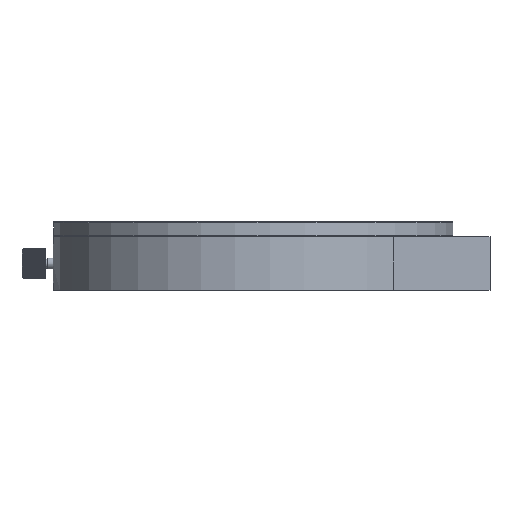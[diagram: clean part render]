
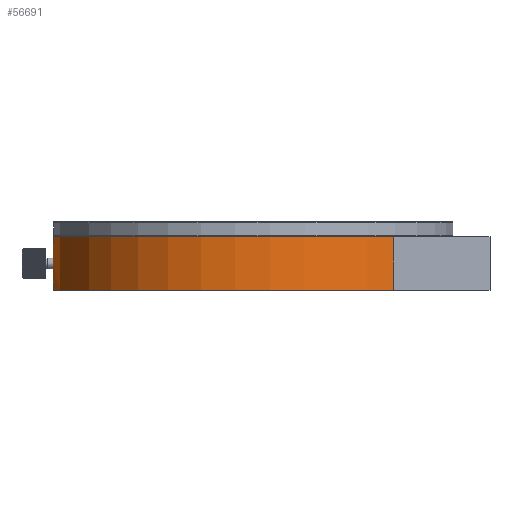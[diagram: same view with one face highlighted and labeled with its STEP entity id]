
A CAD part, left-side view. The second image highlights one B-rep face of the part: STEP entity #56691.
In plain terms, the highlighted cylindrical face has radius 46.5 mm (diameter 93 mm), a partial arc.
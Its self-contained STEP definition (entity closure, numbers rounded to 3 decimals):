
#1998 = CARTESIAN_POINT ( 'NONE',  ( -1.025, 46.489, 0.271 ) ) ;
#6867 = VECTOR ( 'NONE', #41507, 1000. ) ;
#12537 = VERTEX_POINT ( 'NONE', #114141 ) ;
#12860 = CARTESIAN_POINT ( 'NONE',  ( 0.135, 46.5, -1.025 ) ) ;
#13084 = CARTESIAN_POINT ( 'NONE',  ( 33.058, -32.702, 6.25 ) ) ;
#13598 = DIRECTION ( 'NONE',  ( 0., 0., 1. ) ) ;
#13952 = AXIS2_PLACEMENT_3D ( 'NONE', #96556, #13598, #29949 ) ;
#16803 = EDGE_LOOP ( 'NONE', ( #67284 ) ) ;
#22526 = CARTESIAN_POINT ( 'NONE',  ( 1.025, 46.489, -0.271 ) ) ;
#24322 = CARTESIAN_POINT ( 'NONE',  ( 1.025, 46.489, 0.135 ) ) ;
#24653 = EDGE_CURVE ( 'NONE', #28809, #49194, #55133, .T. ) ;
#25751 = CARTESIAN_POINT ( 'NONE',  ( -33.058, -32.702, -6.25 ) ) ;
#28495 = ORIENTED_EDGE ( 'NONE', *, *, #40102, .F. ) ;
#28618 = VERTEX_POINT ( 'NONE', #47660 ) ;
#28809 = VERTEX_POINT ( 'NONE', #25751 ) ;
#29949 = DIRECTION ( 'NONE',  ( 0., 1., 0. ) ) ;
#30424 = CARTESIAN_POINT ( 'NONE',  ( -0.271, 46.5, -1.025 ) ) ;
#31606 = CARTESIAN_POINT ( 'NONE',  ( 0.268, 46.499, -0.998 ) ) ;
#33427 = CARTESIAN_POINT ( 'NONE',  ( 0., 0., 6.25 ) ) ;
#35150 = FACE_OUTER_BOUND ( 'NONE', #60670, .T. ) ;
#38923 = CARTESIAN_POINT ( 'NONE',  ( -0.896, 46.491, -0.516 ) ) ;
#40102 = EDGE_CURVE ( 'NONE', #12537, #49194, #46338, .T. ) ;
#40703 = CARTESIAN_POINT ( 'NONE',  ( -0.63, 46.496, 0.82 ) ) ;
#41507 = DIRECTION ( 'NONE',  ( 0., 0., -1. ) ) ;
#43359 = CARTESIAN_POINT ( 'NONE',  ( -33.058, -32.702, 6.25 ) ) ;
#43704 = CARTESIAN_POINT ( 'NONE',  ( 0.914, 46.491, -0.536 ) ) ;
#44805 = ORIENTED_EDGE ( 'NONE', *, *, #24653, .T. ) ;
#44870 = DIRECTION ( 'NONE',  ( 0., 0., 1. ) ) ;
#46338 = CIRCLE ( 'NONE', #104345, 46.5 ) ;
#47660 = CARTESIAN_POINT ( 'NONE',  ( 33.058, -32.702, -6.25 ) ) ;
#48175 = CARTESIAN_POINT ( 'NONE',  ( -1.025, 46.489, 0. ) ) ;
#48610 = CARTESIAN_POINT ( 'NONE',  ( -0.82, 46.493, -0.63 ) ) ;
#49193 = CARTESIAN_POINT ( 'NONE',  ( -0.135, 46.5, 1.025 ) ) ;
#49194 = VERTEX_POINT ( 'NONE', #43359 ) ;
#52211 = CARTESIAN_POINT ( 'NONE',  ( 0.536, 46.497, 0.914 ) ) ;
#54559 = CARTESIAN_POINT ( 'NONE',  ( -33.058, -32.702, 6.25 ) ) ;
#55133 = LINE ( 'NONE', #54559, #74293 ) ;
#55195 = ORIENTED_EDGE ( 'NONE', *, *, #119170, .T. ) ;
#55364 = B_SPLINE_CURVE_WITH_KNOTS ( 'NONE', 3,
 ( #58874, #49193, #95821, #84976, #40703, #57714, #1998, #114593, #76465, #38923, #48610, #112808, #30424, #12860, #31606, #68578, #115810, #43704, #22526, #24322, #96431, #69195, #59486, #52211, #78260, #116999 ),
 .UNSPECIFIED., .T., .F.,
 ( 4, 2, 2, 2, 2, 2, 2, 2, 2, 2, 2, 2, 4 ),
 ( -0.002, -0.001, -0.001, 0., 0., 0.001, 0.002, 0.002, 0.002, 0.003, 0.004, 0.004, 0.005 ),
 .UNSPECIFIED. ) ;
#56691 = ADVANCED_FACE ( 'NONE', ( #35150, #109647 ), #90896, .T. ) ;
#57714 = CARTESIAN_POINT ( 'NONE',  ( -0.914, 46.491, 0.536 ) ) ;
#58874 = CARTESIAN_POINT ( 'NONE',  ( 0., 46.5, 1.025 ) ) ;
#59486 = CARTESIAN_POINT ( 'NONE',  ( 0.82, 46.493, 0.63 ) ) ;
#59790 = EDGE_CURVE ( 'NONE', #76616, #76616, #55364, .T. ) ;
#60120 = DIRECTION ( 'NONE',  ( 0., 1., 0. ) ) ;
#60670 = EDGE_LOOP ( 'NONE', ( #28495, #104478, #55195, #44805 ) ) ;
#67284 = ORIENTED_EDGE ( 'NONE', *, *, #59790, .T. ) ;
#68578 = CARTESIAN_POINT ( 'NONE',  ( 0.516, 46.497, -0.896 ) ) ;
#69195 = CARTESIAN_POINT ( 'NONE',  ( 0.896, 46.491, 0.516 ) ) ;
#74293 = VECTOR ( 'NONE', #44870, 1000. ) ;
#76465 = CARTESIAN_POINT ( 'NONE',  ( -0.998, 46.489, -0.268 ) ) ;
#76616 = VERTEX_POINT ( 'NONE', #48175 ) ;
#78260 = CARTESIAN_POINT ( 'NONE',  ( 0.271, 46.5, 1.025 ) ) ;
#84976 = CARTESIAN_POINT ( 'NONE',  ( -0.516, 46.497, 0.896 ) ) ;
#86977 = LINE ( 'NONE', #13084, #6867 ) ;
#90896 = CYLINDRICAL_SURFACE ( 'NONE', #99617, 46.5 ) ;
#95202 = CIRCLE ( 'NONE', #13952, 46.5 ) ;
#95821 = CARTESIAN_POINT ( 'NONE',  ( -0.268, 46.499, 0.998 ) ) ;
#96431 = CARTESIAN_POINT ( 'NONE',  ( 0.998, 46.489, 0.268 ) ) ;
#96556 = CARTESIAN_POINT ( 'NONE',  ( 0., 0., -6.25 ) ) ;
#99352 = CARTESIAN_POINT ( 'NONE',  ( 0., 0., 6.25 ) ) ;
#99617 = AXIS2_PLACEMENT_3D ( 'NONE', #99352, #101133, #119336 ) ;
#99830 = EDGE_CURVE ( 'NONE', #12537, #28618, #86977, .T. ) ;
#101133 = DIRECTION ( 'NONE',  ( 0., 0., -1. ) ) ;
#104345 = AXIS2_PLACEMENT_3D ( 'NONE', #33427, #104943, #60120 ) ;
#104478 = ORIENTED_EDGE ( 'NONE', *, *, #99830, .T. ) ;
#104943 = DIRECTION ( 'NONE',  ( 0., 0., 1. ) ) ;
#109647 = FACE_BOUND ( 'NONE', #16803, .T. ) ;
#112808 = CARTESIAN_POINT ( 'NONE',  ( -0.536, 46.497, -0.914 ) ) ;
#114141 = CARTESIAN_POINT ( 'NONE',  ( 33.058, -32.702, 6.25 ) ) ;
#114593 = CARTESIAN_POINT ( 'NONE',  ( -1.025, 46.489, -0.135 ) ) ;
#115810 = CARTESIAN_POINT ( 'NONE',  ( 0.63, 46.496, -0.82 ) ) ;
#116999 = CARTESIAN_POINT ( 'NONE',  ( 0., 46.5, 1.025 ) ) ;
#119170 = EDGE_CURVE ( 'NONE', #28618, #28809, #95202, .T. ) ;
#119336 = DIRECTION ( 'NONE',  ( 0., 1., 0. ) ) ;
